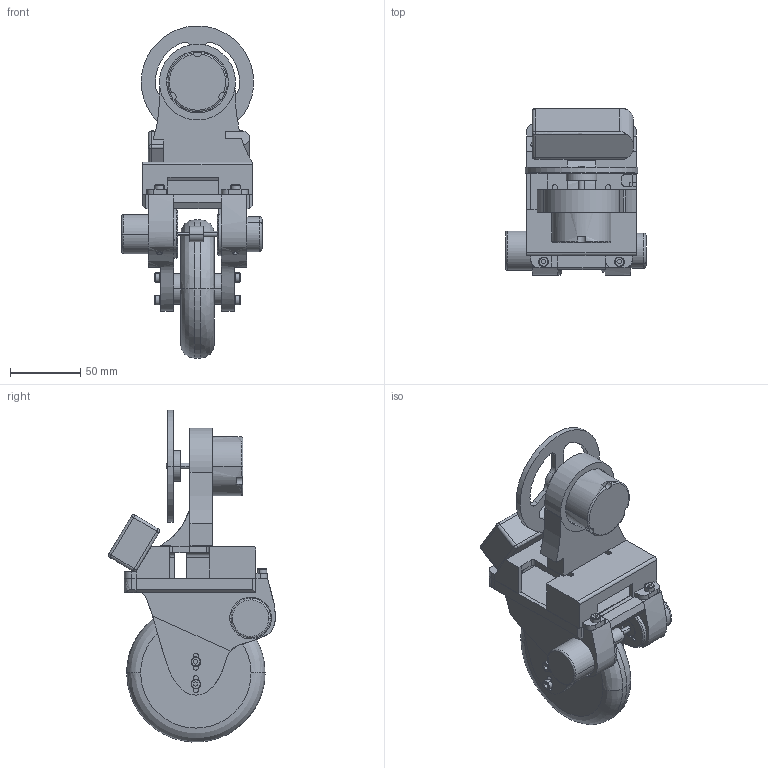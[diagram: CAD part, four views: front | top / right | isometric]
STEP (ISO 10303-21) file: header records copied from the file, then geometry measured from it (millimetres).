
FILE_DESCRIPTION(/* description */ (''),/* implementation_level */ '2;1');
FILE_NAME(/* name */ 'model',/* time_stamp */ '2020-02-15T18:17:35+08:00',/* author */ (''),/* organization */ (''),/* preprocessor_version */ 'ST-DEVELOPER v16.5',/* originating_system */ '',/* authorisation */ '');
FILE_SCHEMA (('AUTOMOTIVE_DESIGN'));
Length unit declared in the file: millimetre
Products named in the file (1): Document
Bounding box: 99.8 x 118.74 x 236.28 mm (x, y, z)
Volume: 538787.5 mm3; surface area: 144215.3 mm2
Topology: 24 solids, 25 shells, 552 faces, 1339 edges, 859 vertices
Faces by surface type: bspline 307, plane 245
Entity records: 19385 total; most frequent: CARTESIAN_POINT 10796, ORIENTED_EDGE 2675, EDGE_CURVE 1339, VERTEX_POINT 854, B_SPLINE_CURVE_WITH_KNOTS 774, EDGE_LOOP 654, ADVANCED_FACE 552, FACE_OUTER_BOUND 552
